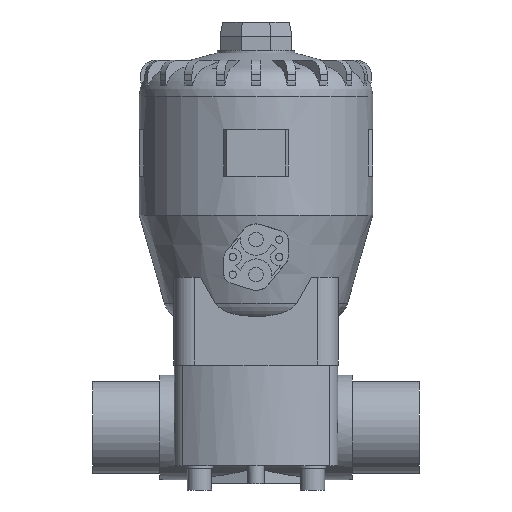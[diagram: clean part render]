
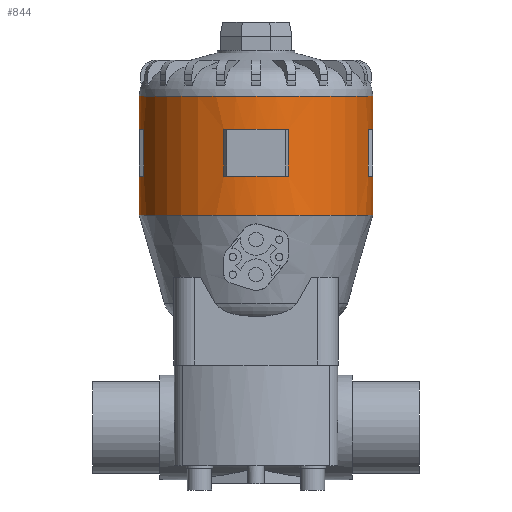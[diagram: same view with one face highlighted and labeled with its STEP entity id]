
A CAD part, front view. The second image highlights one B-rep face of the part: STEP entity #844.
In plain terms, the highlighted cylindrical face has radius 80 mm (diameter 160 mm), a partial arc.
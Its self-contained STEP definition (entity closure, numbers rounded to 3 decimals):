
#844=ADVANCED_FACE('',(#1753,#1754),#1755,.T.);
#1753=FACE_OUTER_BOUND('',#2731,.T.);
#1754=FACE_BOUND('',#2732,.T.);
#1755=CYLINDRICAL_SURFACE('',#2733,80.0);
#2731=EDGE_LOOP('',(#5246,#5247,#5248,#5249,#5250,#5251,#5252,#5253,#5254,#5255,#5256,#5257));
#2732=EDGE_LOOP('',(#5258,#5259,#5260,#5261,#5262,#5263));
#2733=AXIS2_PLACEMENT_3D('',#5264,#5265,#5266);
#5246=ORIENTED_EDGE('',*,*,#6035,.T.);
#5247=ORIENTED_EDGE('',*,*,#6302,.T.);
#5248=ORIENTED_EDGE('',*,*,#6306,.T.);
#5249=ORIENTED_EDGE('',*,*,#6295,.T.);
#5250=ORIENTED_EDGE('',*,*,#6042,.T.);
#5251=ORIENTED_EDGE('',*,*,#6436,.F.);
#5252=ORIENTED_EDGE('',*,*,#6040,.T.);
#5253=ORIENTED_EDGE('',*,*,#6341,.T.);
#5254=ORIENTED_EDGE('',*,*,#6353,.T.);
#5255=ORIENTED_EDGE('',*,*,#6356,.T.);
#5256=ORIENTED_EDGE('',*,*,#6036,.T.);
#5257=ORIENTED_EDGE('',*,*,#6854,.T.);
#5258=ORIENTED_EDGE('',*,*,#6327,.T.);
#5259=ORIENTED_EDGE('',*,*,#6315,.T.);
#5260=ORIENTED_EDGE('',*,*,#6319,.T.);
#5261=ORIENTED_EDGE('',*,*,#6333,.T.);
#5262=ORIENTED_EDGE('',*,*,#6336,.T.);
#5263=ORIENTED_EDGE('',*,*,#6323,.T.);
#5264=CARTESIAN_POINT('',(0.0,0.0,186.207));
#5265=DIRECTION('',(0.0,0.0,1.0));
#5266=DIRECTION('',(1.0,0.0,0.0));
#6035=EDGE_CURVE('',#7207,#7332,#7333,.T.);
#6036=EDGE_CURVE('',#7334,#7227,#7335,.T.);
#6040=EDGE_CURVE('',#7342,#7340,#7343,.T.);
#6042=EDGE_CURVE('',#7346,#7344,#7347,.T.);
#6295=EDGE_CURVE('',#7726,#7346,#7727,.T.);
#6302=EDGE_CURVE('',#7332,#7736,#7737,.T.);
#6306=EDGE_CURVE('',#7736,#7726,#7742,.T.);
#6315=EDGE_CURVE('',#7752,#7753,#7754,.T.);
#6319=EDGE_CURVE('',#7753,#7759,#7760,.T.);
#6323=EDGE_CURVE('',#7765,#7766,#7767,.T.);
#6327=EDGE_CURVE('',#7766,#7752,#7772,.T.);
#6333=EDGE_CURVE('',#7759,#7779,#7780,.T.);
#6336=EDGE_CURVE('',#7779,#7765,#7783,.T.);
#6341=EDGE_CURVE('',#7340,#7789,#7790,.T.);
#6353=EDGE_CURVE('',#7789,#7805,#7806,.T.);
#6356=EDGE_CURVE('',#7805,#7334,#7809,.T.);
#6436=EDGE_CURVE('',#7342,#7344,#7941,.T.);
#6854=EDGE_CURVE('',#7227,#7207,#8517,.T.);
#7207=VERTEX_POINT('',#9286);
#7227=VERTEX_POINT('',#9343);
#7332=VERTEX_POINT('',#9633);
#7333=LINE('',#9634,#9635);
#7334=VERTEX_POINT('',#9636);
#7335=LINE('',#9637,#9638);
#7340=VERTEX_POINT('',#9644);
#7342=VERTEX_POINT('',#9646);
#7343=LINE('',#9647,#9648);
#7344=VERTEX_POINT('',#9649);
#7346=VERTEX_POINT('',#9651);
#7347=LINE('',#9652,#9653);
#7726=VERTEX_POINT('',#10843);
#7727=CIRCLE('',#10844,80.0);
#7736=VERTEX_POINT('',#10857);
#7737=CIRCLE('',#10858,80.0);
#7742=LINE('',#10865,#10866);
#7752=VERTEX_POINT('',#10880);
#7753=VERTEX_POINT('',#10881);
#7754=CIRCLE('',#10882,80.0);
#7759=VERTEX_POINT('',#10889);
#7760=CIRCLE('',#10890,80.0);
#7765=VERTEX_POINT('',#10897);
#7766=VERTEX_POINT('',#10898);
#7767=CIRCLE('',#10899,80.0);
#7772=LINE('',#10906,#10907);
#7779=VERTEX_POINT('',#10917);
#7780=LINE('',#10918,#10919);
#7783=CIRCLE('',#10923,80.0);
#7789=VERTEX_POINT('',#10931);
#7790=CIRCLE('',#10932,80.0);
#7805=VERTEX_POINT('',#10954);
#7806=LINE('',#10955,#10956);
#7809=CIRCLE('',#10960,80.0);
#7941=CIRCLE('',#11652,80.0);
#8517=CIRCLE('',#12765,80.0);
#9286=CARTESIAN_POINT('',(80.0,0.0,145.358));
#9343=CARTESIAN_POINT('',(-80.0,0.,145.358));
#9633=CARTESIAN_POINT('',(80.0,0.,172.31));
#9634=CARTESIAN_POINT('',(80.0,0.,186.207));
#9635=VECTOR('',#13389,1.0);
#9636=CARTESIAN_POINT('',(-80.0,0.,172.31));
#9637=CARTESIAN_POINT('',(-80.0,0.,186.207));
#9638=VECTOR('',#13390,1.0);
#9644=CARTESIAN_POINT('',(-80.0,0.,204.31));
#9646=CARTESIAN_POINT('',(-80.0,0.,227.057));
#9647=CARTESIAN_POINT('',(-80.0,0.,186.207));
#9648=VECTOR('',#13398,1.0);
#9649=CARTESIAN_POINT('',(80.0,0.0,227.057));
#9651=CARTESIAN_POINT('',(80.0,0.,204.31));
#9652=CARTESIAN_POINT('',(80.0,0.,186.207));
#9653=VECTOR('',#13402,1.0);
#10843=CARTESIAN_POINT('',(76.887,-22.101,204.31));
#10844=AXIS2_PLACEMENT_3D('',#13661,#13662,#13663);
#10857=CARTESIAN_POINT('',(76.887,-22.101,172.31));
#10858=AXIS2_PLACEMENT_3D('',#13668,#13669,#13670);
#10865=CARTESIAN_POINT('',(76.887,-22.101,188.31));
#10866=VECTOR('',#13673,1.0);
#10880=CARTESIAN_POINT('',(-22.101,-76.887,204.31));
#10881=CARTESIAN_POINT('',(0.,-80.0,204.31));
#10882=AXIS2_PLACEMENT_3D('',#13678,#13679,#13680);
#10889=CARTESIAN_POINT('',(22.101,-76.887,204.31));
#10890=AXIS2_PLACEMENT_3D('',#13683,#13684,#13685);
#10897=CARTESIAN_POINT('',(0.,-80.0,172.31));
#10898=CARTESIAN_POINT('',(-22.101,-76.887,172.31));
#10899=AXIS2_PLACEMENT_3D('',#13688,#13689,#13690);
#10906=CARTESIAN_POINT('',(-22.101,-76.887,188.31));
#10907=VECTOR('',#13693,1.0);
#10917=CARTESIAN_POINT('',(22.101,-76.887,172.31));
#10918=CARTESIAN_POINT('',(22.101,-76.887,188.31));
#10919=VECTOR('',#13697,1.0);
#10923=AXIS2_PLACEMENT_3D('',#13699,#13700,#13701);
#10931=CARTESIAN_POINT('',(-76.887,-22.101,204.31));
#10932=AXIS2_PLACEMENT_3D('',#13704,#13705,#13706);
#10954=CARTESIAN_POINT('',(-76.887,-22.101,172.31));
#10955=CARTESIAN_POINT('',(-76.887,-22.101,188.31));
#10956=VECTOR('',#13714,1.0);
#10960=AXIS2_PLACEMENT_3D('',#13716,#13717,#13718);
#11652=AXIS2_PLACEMENT_3D('',#13781,#13782,#13783);
#12765=AXIS2_PLACEMENT_3D('',#14248,#14249,#14250);
#13389=DIRECTION('',(0.0,0.0,1.0));
#13390=DIRECTION('',(-0.0,-0.0,-1.0));
#13398=DIRECTION('',(-0.0,-0.0,-1.0));
#13402=DIRECTION('',(0.0,0.0,1.0));
#13661=CARTESIAN_POINT('',(0.0,0.0,204.31));
#13662=DIRECTION('',(0.0,-0.0,1.0));
#13663=DIRECTION('',(1.0,0.0,0.0));
#13668=CARTESIAN_POINT('',(0.0,0.0,172.31));
#13669=DIRECTION('',(0.0,0.0,-1.0));
#13670=DIRECTION('',(1.0,0.0,0.0));
#13673=DIRECTION('',(0.0,0.0,1.0));
#13678=CARTESIAN_POINT('',(0.0,0.0,204.31));
#13679=DIRECTION('',(0.0,-0.0,1.0));
#13680=DIRECTION('',(1.0,0.0,0.0));
#13683=CARTESIAN_POINT('',(0.0,0.0,204.31));
#13684=DIRECTION('',(0.0,-0.0,1.0));
#13685=DIRECTION('',(1.0,0.0,0.0));
#13688=CARTESIAN_POINT('',(0.0,0.0,172.31));
#13689=DIRECTION('',(0.0,0.0,-1.0));
#13690=DIRECTION('',(1.0,0.0,0.0));
#13693=DIRECTION('',(0.0,0.0,1.0));
#13697=DIRECTION('',(-0.0,-0.0,-1.0));
#13699=CARTESIAN_POINT('',(0.0,0.0,172.31));
#13700=DIRECTION('',(0.0,0.0,-1.0));
#13701=DIRECTION('',(1.0,0.0,0.0));
#13704=CARTESIAN_POINT('',(0.0,0.0,204.31));
#13705=DIRECTION('',(0.0,-0.0,1.0));
#13706=DIRECTION('',(1.0,0.0,0.0));
#13714=DIRECTION('',(-0.0,-0.0,-1.0));
#13716=CARTESIAN_POINT('',(0.0,0.0,172.31));
#13717=DIRECTION('',(0.0,0.0,-1.0));
#13718=DIRECTION('',(1.0,0.0,0.0));
#13781=CARTESIAN_POINT('',(0.0,0.0,227.057));
#13782=DIRECTION('',(0.0,0.0,1.0));
#13783=DIRECTION('',(1.0,0.0,0.0));
#14248=CARTESIAN_POINT('',(0.0,0.0,145.358));
#14249=DIRECTION('',(0.0,0.0,1.0));
#14250=DIRECTION('',(1.0,0.0,0.0));
